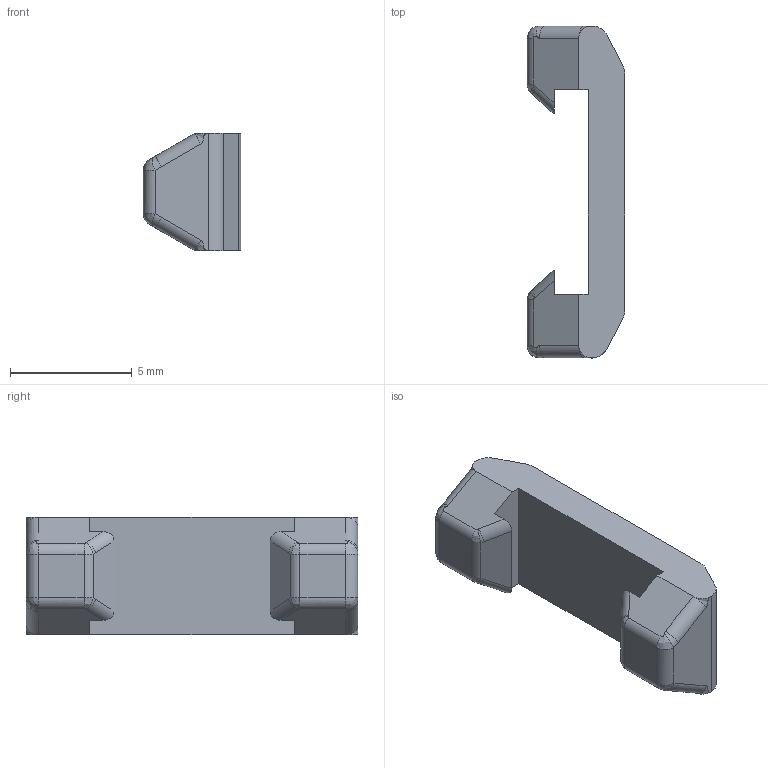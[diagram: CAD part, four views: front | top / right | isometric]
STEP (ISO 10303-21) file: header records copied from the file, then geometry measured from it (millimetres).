
FILE_DESCRIPTION(('FreeCAD Model'),'2;1');
FILE_NAME('Open CASCADE Shape Model','2025-05-07T15:56:00',(''),(''), 'Open CASCADE STEP processor 7.6','FreeCAD','Unknown');
FILE_SCHEMA(('AUTOMOTIVE_DESIGN { 1 0 10303 214 1 1 1 1 }'));
Length unit declared in the file: millimetre
Products named in the file (1): ボディ|体003
Bounding box: 4 x 13.6 x 4.8 mm (x, y, z)
Volume: 141.3 mm3; surface area: 236.5 mm2
Topology: 1 solids, 1 shells, 62 faces, 160 edges, 100 vertices
Faces by surface type: plane 22, bspline 22, cylinder 18
Entity records: 2538 total; most frequent: CARTESIAN_POINT 1271, ORIENTED_EDGE 320, DIRECTION 190, EDGE_CURVE 160, VERTEX_POINT 100, LINE 76, VECTOR 76, ADVANCED_FACE 62
